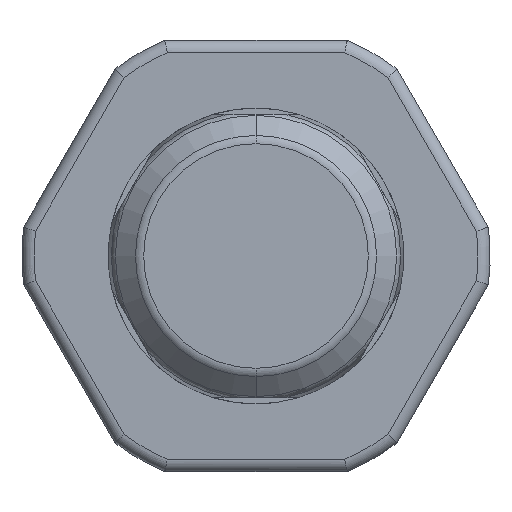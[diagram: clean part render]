
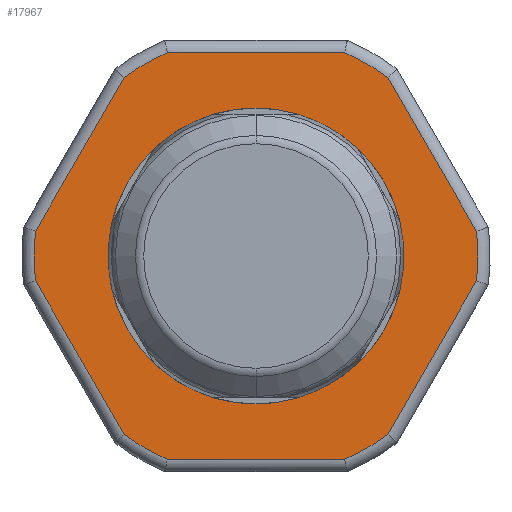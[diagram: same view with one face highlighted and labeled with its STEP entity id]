
A CAD part, front view. The second image highlights one B-rep face of the part: STEP entity #17967.
In plain terms, the highlighted planar face has unit normal (0, -1, 0).
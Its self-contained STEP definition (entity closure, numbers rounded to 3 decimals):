
#823=CARTESIAN_POINT('',(0.,-5.9,0.));
#824=DIRECTION('',(0.,-1.,0.));
#825=DIRECTION('',(0.594,0.,0.804));
#826=AXIS2_PLACEMENT_3D('',#823,#824,#825);
#883=DIRECTION('',(-0.5,0.,-0.866));
#884=VECTOR('',#883,14.387);
#885=CARTESIAN_POINT('',(-10.693,-5.9,14.48));
#886=LINE('',#885,#884);
#887=DIRECTION('',(-1.,0.,0.));
#888=VECTOR('',#887,14.387);
#889=CARTESIAN_POINT('',(7.194,-5.9,16.5));
#890=LINE('',#889,#888);
#891=DIRECTION('',(-0.5,0.,0.866));
#892=VECTOR('',#891,14.387);
#893=CARTESIAN_POINT('',(17.886,-5.9,2.02));
#894=LINE('',#893,#892);
#895=DIRECTION('',(0.5,0.,0.866));
#896=VECTOR('',#895,14.387);
#897=CARTESIAN_POINT('',(10.693,-5.9,-14.48));
#898=LINE('',#897,#896);
#899=DIRECTION('',(1.,0.,0.));
#900=VECTOR('',#899,14.387);
#901=CARTESIAN_POINT('',(-7.194,-5.9,-16.5));
#902=LINE('',#901,#900);
#903=DIRECTION('',(0.5,0.,-0.866));
#904=VECTOR('',#903,14.387);
#905=CARTESIAN_POINT('',(-17.886,-5.9,
-2.02));
#906=LINE('',#905,#904);
#907=CARTESIAN_POINT('',(0.,-5.9,0.));
#908=DIRECTION('',(0.,-1.,0.));
#909=DIRECTION('',(0.,0.,-1.));
#910=AXIS2_PLACEMENT_3D('',#907,#908,#909);
#912=CARTESIAN_POINT('',(0.,-5.9,0.));
#913=DIRECTION('',(0.,-1.,0.));
#914=DIRECTION('',(0.,0.,1.));
#915=AXIS2_PLACEMENT_3D('',#912,#913,#914);
#917=CARTESIAN_POINT('',(0.,-5.9,0.));
#918=DIRECTION('',(0.,-1.,0.));
#919=DIRECTION('',(-0.4,0.,0.917));
#920=AXIS2_PLACEMENT_3D('',#917,#918,#919);
#977=CARTESIAN_POINT('',(0.,-5.9,0.));
#978=DIRECTION('',(0.,-1.,0.));
#979=DIRECTION('',(-0.994,0.,0.112));
#980=AXIS2_PLACEMENT_3D('',#977,#978,#979);
#1037=CARTESIAN_POINT('',(0.,-5.9,0.));
#1038=DIRECTION('',(0.,-1.,0.));
#1039=DIRECTION('',(-0.594,0.,-0.804));
#1040=AXIS2_PLACEMENT_3D('',#1037,#1038,#1039);
#1097=CARTESIAN_POINT('',(0.,-5.9,0.));
#1098=DIRECTION('',(0.,-1.,0.));
#1099=DIRECTION('',(0.4,0.,-0.917));
#1100=AXIS2_PLACEMENT_3D('',#1097,#1098,#1099);
#1157=CARTESIAN_POINT('',(0.,-5.9,0.));
#1158=DIRECTION('',(0.,-1.,0.));
#1159=DIRECTION('',(0.994,0.,-0.112));
#1160=AXIS2_PLACEMENT_3D('',#1157,#1158,#1159);
#16800=CARTESIAN_POINT('',(-10.693,-5.9,
14.48));
#16801=CARTESIAN_POINT('',(-17.886,-5.9,
2.02));
#16802=VERTEX_POINT('',#16800);
#16803=VERTEX_POINT('',#16801);
#16804=CARTESIAN_POINT('',(-17.886,-5.9,
-2.02));
#16805=CARTESIAN_POINT('',(-10.693,-5.9,
-14.48));
#16806=VERTEX_POINT('',#16804);
#16807=VERTEX_POINT('',#16805);
#16808=CARTESIAN_POINT('',(-7.194,-5.9,-16.5));
#16809=CARTESIAN_POINT('',(7.194,-5.9,-16.5));
#16810=VERTEX_POINT('',#16808);
#16811=VERTEX_POINT('',#16809);
#16812=CARTESIAN_POINT('',(10.693,-5.9,
-14.48));
#16813=CARTESIAN_POINT('',(17.886,-5.9,
-2.02));
#16814=VERTEX_POINT('',#16812);
#16815=VERTEX_POINT('',#16813);
#16816=CARTESIAN_POINT('',(17.886,-5.9,
2.02));
#16817=CARTESIAN_POINT('',(10.693,-5.9,
14.48));
#16818=VERTEX_POINT('',#16816);
#16819=VERTEX_POINT('',#16817);
#16820=CARTESIAN_POINT('',(7.194,-5.9,16.5));
#16821=CARTESIAN_POINT('',(-7.194,-5.9,16.5));
#16822=VERTEX_POINT('',#16820);
#16823=VERTEX_POINT('',#16821);
#17050=CARTESIAN_POINT('',(0.,-5.9,-10.3));
#17051=CARTESIAN_POINT('',(0.,-5.9,10.3));
#17052=VERTEX_POINT('',#17050);
#17053=VERTEX_POINT('',#17051);
#17932=CARTESIAN_POINT('',(0.,-5.9,0.));
#17933=DIRECTION('',(0.,1.,0.));
#17934=DIRECTION('',(0.,0.,1.));
#17935=AXIS2_PLACEMENT_3D('',#17932,#17933,#17934);
#17936=PLANE('',#17935);
#17938=ORIENTED_EDGE('',*,*,#17937,.F.);
#17940=ORIENTED_EDGE('',*,*,#17939,.F.);
#17941=ORIENTED_EDGE('',*,*,#17897,.F.);
#17942=ORIENTED_EDGE('',*,*,#17916,.F.);
#17944=ORIENTED_EDGE('',*,*,#17943,.F.);
#17946=ORIENTED_EDGE('',*,*,#17945,.F.);
#17948=ORIENTED_EDGE('',*,*,#17947,.F.);
#17950=ORIENTED_EDGE('',*,*,#17949,.F.);
#17952=ORIENTED_EDGE('',*,*,#17951,.F.);
#17954=ORIENTED_EDGE('',*,*,#17953,.F.);
#17956=ORIENTED_EDGE('',*,*,#17955,.F.);
#17958=ORIENTED_EDGE('',*,*,#17957,.F.);
#17959=EDGE_LOOP('',(#17938,#17940,#17941,#17942,#17944,#17946,#17948,#17950,
#17952,#17954,#17956,#17958));
#17960=FACE_OUTER_BOUND('',#17959,.F.);
#17962=ORIENTED_EDGE('',*,*,#17961,.T.);
#17964=ORIENTED_EDGE('',*,*,#17963,.T.);
#17965=EDGE_LOOP('',(#17962,#17964));
#17966=FACE_BOUND('',#17965,.F.);
#827=CIRCLE('',#826,18.);
#911=CIRCLE('',#910,10.3);
#916=CIRCLE('',#915,10.3);
#921=CIRCLE('',#920,18.);
#981=CIRCLE('',#980,18.);
#1041=CIRCLE('',#1040,18.);
#1101=CIRCLE('',#1100,18.);
#1161=CIRCLE('',#1160,18.);
#17897=EDGE_CURVE('',#16822,#16823,#890,.T.);
#17916=EDGE_CURVE('',#16819,#16822,#827,.T.);
#17937=EDGE_CURVE('',#16802,#16803,#886,.T.);
#17939=EDGE_CURVE('',#16823,#16802,#921,.T.);
#17943=EDGE_CURVE('',#16818,#16819,#894,.T.);
#17945=EDGE_CURVE('',#16815,#16818,#1161,.T.);
#17947=EDGE_CURVE('',#16814,#16815,#898,.T.);
#17949=EDGE_CURVE('',#16811,#16814,#1101,.T.);
#17951=EDGE_CURVE('',#16810,#16811,#902,.T.);
#17953=EDGE_CURVE('',#16807,#16810,#1041,.T.);
#17955=EDGE_CURVE('',#16806,#16807,#906,.T.);
#17957=EDGE_CURVE('',#16803,#16806,#981,.T.);
#17961=EDGE_CURVE('',#17052,#17053,#911,.T.);
#17963=EDGE_CURVE('',#17053,#17052,#916,.T.);
#17967=ADVANCED_FACE('',(#17960,#17966),#17936,.F.);
